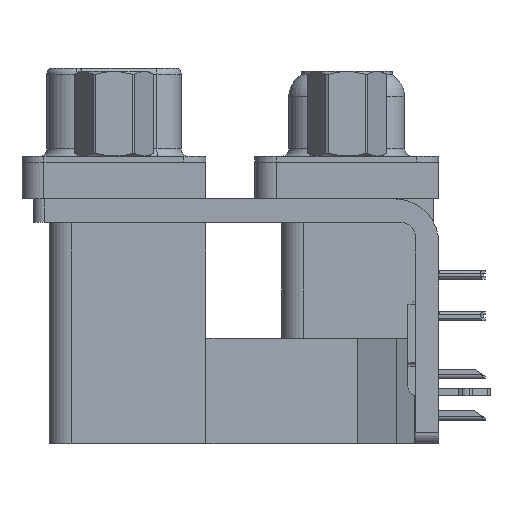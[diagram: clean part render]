
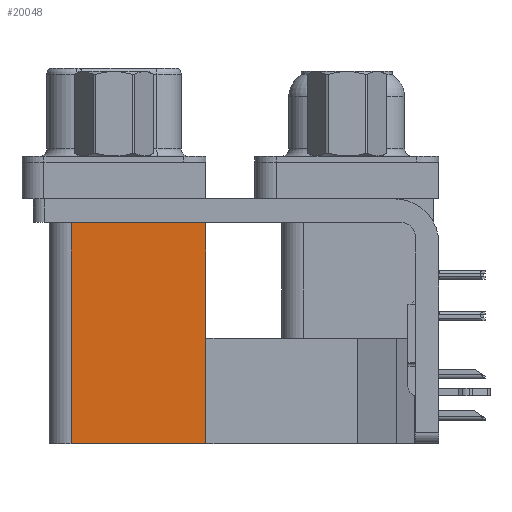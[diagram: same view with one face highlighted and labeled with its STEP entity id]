
A CAD part, left-side view. The second image highlights one B-rep face of the part: STEP entity #20048.
In plain terms, the highlighted planar face has unit normal (-1, 0, 0).
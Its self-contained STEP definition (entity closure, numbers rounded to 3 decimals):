
#3223 = LINE ( 'NONE', #16342, #24581 ) ;
#3971 = ORIENTED_EDGE ( 'NONE', *, *, #15070, .T. ) ;
#8429 = CARTESIAN_POINT ( 'NONE',  ( 3.79, 9.6, -19.2 ) ) ;
#10550 = AXIS2_PLACEMENT_3D ( 'NONE', #14440, #27793, #28020 ) ;
#10681 = FACE_OUTER_BOUND ( 'NONE', #38455, .T. ) ;
#10731 = CARTESIAN_POINT ( 'NONE',  ( 3.79, 18.8, -19.2 ) ) ;
#13062 = LINE ( 'NONE', #43768, #33301 ) ;
#13273 = DIRECTION ( 'NONE',  ( 0., 0., 1. ) ) ;
#13636 = EDGE_CURVE ( 'NONE', #39295, #22509, #13062, .T. ) ;
#14440 = CARTESIAN_POINT ( 'NONE',  ( 3.79, 9.6, -19.2 ) ) ;
#14496 = DIRECTION ( 'NONE',  ( 0., 0., 1. ) ) ;
#15070 = EDGE_CURVE ( 'NONE', #22509, #29591, #3223, .T. ) ;
#15245 = ORIENTED_EDGE ( 'NONE', *, *, #26169, .F. ) ;
#15298 = DIRECTION ( 'NONE',  ( 0., 1., 0. ) ) ;
#16342 = CARTESIAN_POINT ( 'NONE',  ( 3.79, 9.6, -2.5 ) ) ;
#17165 = LINE ( 'NONE', #30746, #21240 ) ;
#20048 = ADVANCED_FACE ( 'NONE', ( #10681 ), #24233, .F. ) ;
#21240 = VECTOR ( 'NONE', #14496, 1000. ) ;
#22099 = CARTESIAN_POINT ( 'NONE',  ( 3.79, 9.6, -19.2 ) ) ;
#22509 = VERTEX_POINT ( 'NONE', #27118 ) ;
#23914 = EDGE_CURVE ( 'NONE', #39295, #26088, #42246, .T. ) ;
#24070 = VECTOR ( 'NONE', #15298, 1000. ) ;
#24233 = PLANE ( 'NONE',  #10550 ) ;
#24581 = VECTOR ( 'NONE', #29918, 1000. ) ;
#26088 = VERTEX_POINT ( 'NONE', #10731 ) ;
#26169 = EDGE_CURVE ( 'NONE', #26088, #29591, #17165, .T. ) ;
#27118 = CARTESIAN_POINT ( 'NONE',  ( 3.79, 9.6, -2.5 ) ) ;
#27793 = DIRECTION ( 'NONE',  ( 1., 0., 0. ) ) ;
#28020 = DIRECTION ( 'NONE',  ( 0., 0., -1. ) ) ;
#29591 = VERTEX_POINT ( 'NONE', #42553 ) ;
#29918 = DIRECTION ( 'NONE',  ( 0., 1., 0. ) ) ;
#30746 = CARTESIAN_POINT ( 'NONE',  ( 3.79, 18.8, -19.2 ) ) ;
#33301 = VECTOR ( 'NONE', #13273, 1000. ) ;
#35771 = ORIENTED_EDGE ( 'NONE', *, *, #23914, .F. ) ;
#38021 = ORIENTED_EDGE ( 'NONE', *, *, #13636, .T. ) ;
#38455 = EDGE_LOOP ( 'NONE', ( #3971, #15245, #35771, #38021 ) ) ;
#39295 = VERTEX_POINT ( 'NONE', #22099 ) ;
#42246 = LINE ( 'NONE', #8429, #24070 ) ;
#42553 = CARTESIAN_POINT ( 'NONE',  ( 3.79, 18.8, -2.5 ) ) ;
#43768 = CARTESIAN_POINT ( 'NONE',  ( 3.79, 9.6, -19.2 ) ) ;
